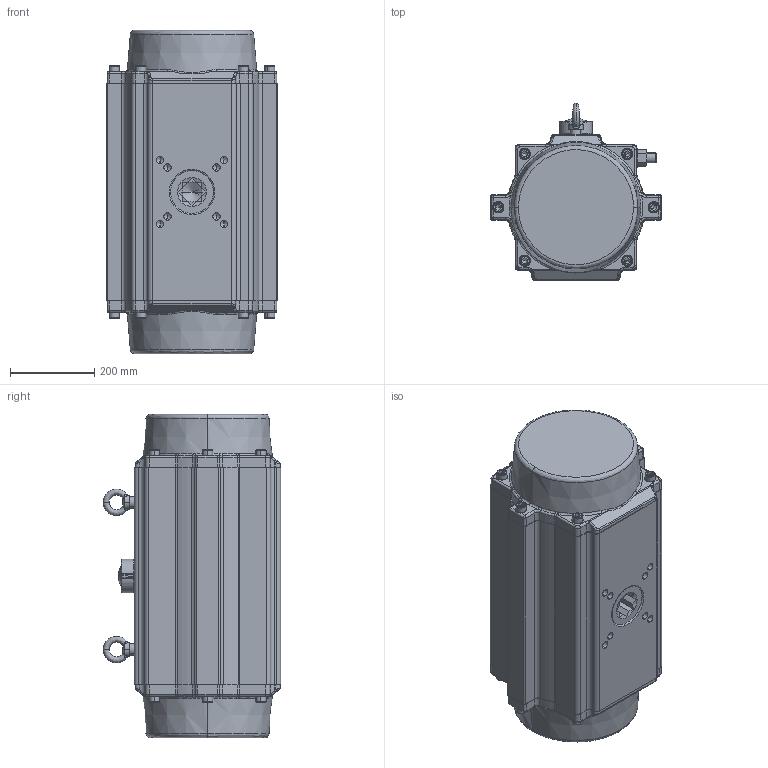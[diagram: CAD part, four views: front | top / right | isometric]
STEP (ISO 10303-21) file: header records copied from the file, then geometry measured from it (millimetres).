
FILE_DESCRIPTION (( 'STEP AP203' ), '1' );
FILE_NAME ('GD-300-090-V46-FG-SA-Doku.step', '2019-01-14T07:40:09', ( '' ), ( '' ), 'SwSTEP 2.0', 'SolidWorks 2018', '' );
FILE_SCHEMA (( 'CONFIG_CONTROL_DESIGN' ));
Products named in the file (1): GD-300-090-V46-FG-SA-Doku
Bounding box: 406 x 422 x 769 mm (x, y, z)
Volume: 26656922.9 mm3; surface area: 2699625.7 mm2
Topology: 33 solids, 33 shells, 3314 faces, 8016 edges, 4668 vertices
Faces by surface type: bspline 1120, plane 1031, cylinder 967, cone 196
Entity records: 143319 total; most frequent: CARTESIAN_POINT 72775, ORIENTED_EDGE 15548, DIRECTION 13732, EDGE_CURVE 7774, AXIS2_PLACEMENT_3D 5215, VERTEX_POINT 4668, EDGE_LOOP 3520, ADVANCED_FACE 3314
